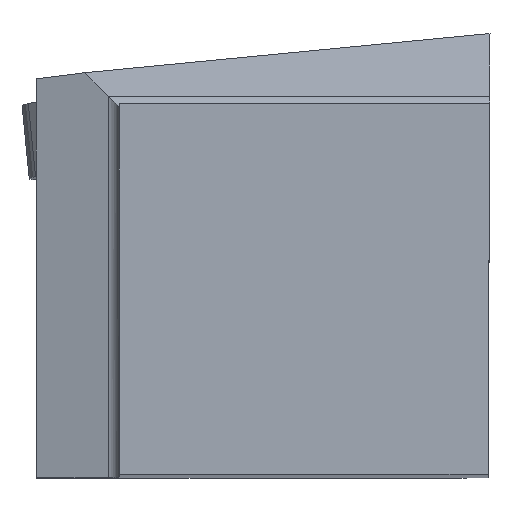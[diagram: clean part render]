
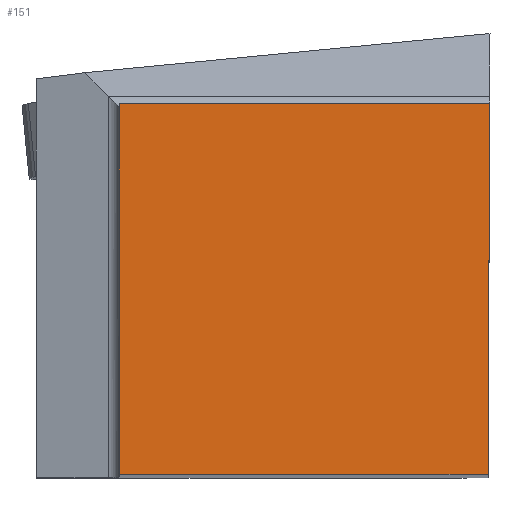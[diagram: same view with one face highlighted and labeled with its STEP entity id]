
A CAD part, top view. The second image highlights one B-rep face of the part: STEP entity #151.
In plain terms, the highlighted planar face has unit normal (0, 0, 1).
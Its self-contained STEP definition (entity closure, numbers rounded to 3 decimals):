
#121=FACE_OUTER_BOUND('',#334,.T.);
#151=ADVANCED_FACE('SHANK_FACE_BACK',(#121),#178,.F.);
#178=PLANE('',#747);
#218=LINE('',#1138,#276);
#223=LINE('',#1152,#281);
#232=LINE('',#1173,#290);
#233=LINE('',#1175,#291);
#276=VECTOR('',#860,1.);
#281=VECTOR('',#871,1.);
#290=VECTOR('',#890,1.);
#291=VECTOR('',#891,1.);
#334=EDGE_LOOP('',(#446,#447,#448,#449));
#446=ORIENTED_EDGE('',*,*,#615,.F.);
#447=ORIENTED_EDGE('',*,*,#597,.T.);
#448=ORIENTED_EDGE('',*,*,#604,.T.);
#449=ORIENTED_EDGE('',*,*,#616,.F.);
#534=VERTEX_POINT('',#1137);
#535=VERTEX_POINT('',#1139);
#540=VERTEX_POINT('',#1151);
#548=VERTEX_POINT('',#1174);
#597=EDGE_CURVE('',#535,#534,#218,.T.);
#604=EDGE_CURVE('',#534,#540,#223,.T.);
#615=EDGE_CURVE('',#535,#548,#232,.T.);
#616=EDGE_CURVE('',#548,#540,#233,.T.);
#747=AXIS2_PLACEMENT_3D('',#1176,#892,#893);
#860=DIRECTION('',(1.,0.,0.));
#871=DIRECTION('',(0.004,1.,0.));
#890=DIRECTION('',(0.,1.,0.));
#891=DIRECTION('',(1.,0.,0.));
#892=DIRECTION('',(0.,0.,-1.));
#893=DIRECTION('',(0.098,-0.995,0.));
#1137=CARTESIAN_POINT('',(-0.174,0.,0.));
#1138=CARTESIAN_POINT('',(-78.338,0.,0.));
#1139=CARTESIAN_POINT('',(-39.85,0.,0.));
#1151=CARTESIAN_POINT('',(0.,39.85,0.));
#1152=CARTESIAN_POINT('',(-1.164,-226.833,0.));
#1173=CARTESIAN_POINT('',(-39.85,-7.492,0.));
#1174=CARTESIAN_POINT('',(-39.85,39.85,0.));
#1175=CARTESIAN_POINT('',(-78.338,39.85,0.));
#1176=CARTESIAN_POINT('',(0.,0.,
0.));
